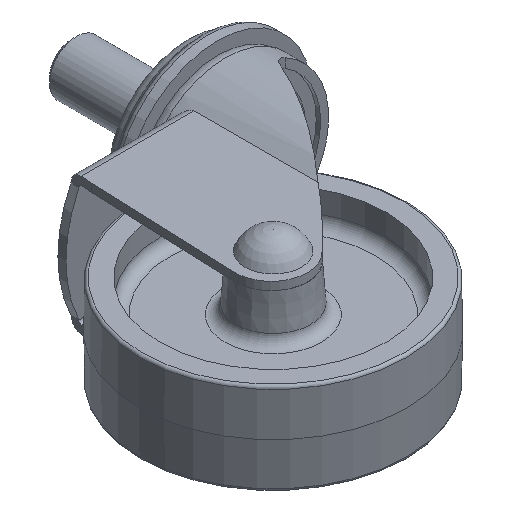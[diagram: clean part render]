
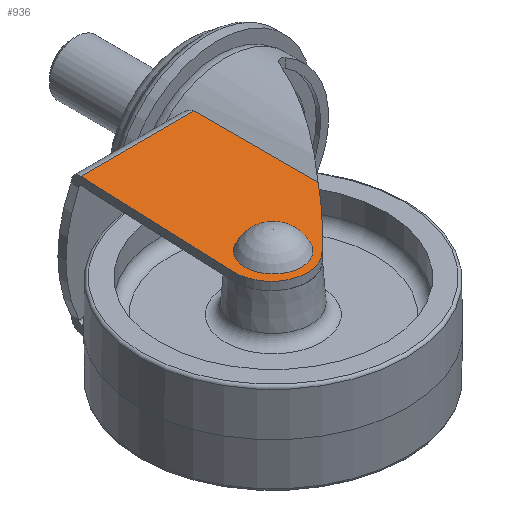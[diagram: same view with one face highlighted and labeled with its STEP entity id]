
A CAD part, isometric view. The second image highlights one B-rep face of the part: STEP entity #936.
In plain terms, the highlighted planar face has unit normal (0, 0, 1).
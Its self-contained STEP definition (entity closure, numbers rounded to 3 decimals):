
#98=LINE('',#1497,#136);
#99=LINE('',#1499,#137);
#100=LINE('',#1501,#138);
#101=LINE('',#1503,#139);
#102=LINE('',#1505,#140);
#136=VECTOR('',#1180,1000.);
#137=VECTOR('',#1181,1000.);
#138=VECTOR('',#1182,1000.);
#139=VECTOR('',#1183,1000.);
#140=VECTOR('',#1184,1000.);
#174=ORIENTED_EDGE('',*,*,#410,.T.);
#175=ORIENTED_EDGE('',*,*,#411,.T.);
#176=ORIENTED_EDGE('',*,*,#412,.F.);
#177=ORIENTED_EDGE('',*,*,#413,.T.);
#178=ORIENTED_EDGE('',*,*,#414,.F.);
#179=ORIENTED_EDGE('',*,*,#415,.F.);
#180=ORIENTED_EDGE('',*,*,#416,.T.);
#181=ORIENTED_EDGE('',*,*,#417,.T.);
#410=EDGE_CURVE('',#528,#529,#620,.F.);
#411=EDGE_CURVE('',#529,#530,#621,.F.);
#412=EDGE_CURVE('',#531,#530,#98,.T.);
#413=EDGE_CURVE('',#531,#532,#99,.T.);
#414=EDGE_CURVE('',#533,#532,#100,.T.);
#415=EDGE_CURVE('',#534,#533,#101,.T.);
#416=EDGE_CURVE('',#534,#528,#102,.T.);
#417=EDGE_CURVE('',#535,#535,#622,.T.);
#528=VERTEX_POINT('',#1493);
#529=VERTEX_POINT('',#1494);
#530=VERTEX_POINT('',#1496);
#531=VERTEX_POINT('',#1498);
#532=VERTEX_POINT('',#1500);
#533=VERTEX_POINT('',#1502);
#534=VERTEX_POINT('',#1504);
#535=VERTEX_POINT('',#1507);
#620=CIRCLE('',#1034,6.67);
#621=CIRCLE('',#1035,116.56);
#622=CIRCLE('',#1036,5.25);
#680=EDGE_LOOP('',(#174,#175,#176,#177,#178,#179,#180));
#681=EDGE_LOOP('',(#181));
#796=FACE_BOUND('',#680,.T.);
#797=FACE_BOUND('',#681,.T.);
#912=PLANE('',#1033);
#936=ADVANCED_FACE('',(#796,#797),#912,.F.);
#1033=AXIS2_PLACEMENT_3D('',#1491,#1174,#1175);
#1034=AXIS2_PLACEMENT_3D('',#1492,#1176,#1177);
#1035=AXIS2_PLACEMENT_3D('',#1495,#1178,#1179);
#1036=AXIS2_PLACEMENT_3D('',#1506,#1185,#1186);
#1174=DIRECTION('',(0.,0.,-1.));
#1175=DIRECTION('',(-1.,0.,0.));
#1176=DIRECTION('',(0.,0.,-1.));
#1177=DIRECTION('',(-1.,0.,0.));
#1178=DIRECTION('',(0.,0.,-1.));
#1179=DIRECTION('',(-1.,0.,0.));
#1180=DIRECTION('',(0.,-1.,0.));
#1181=DIRECTION('',(-1.,0.,0.));
#1182=DIRECTION('',(0.063,0.998,0.));
#1183=DIRECTION('',(0.039,0.999,0.));
#1184=DIRECTION('',(0.,-1.,0.));
#1185=DIRECTION('',(0.,0.,-1.));
#1186=DIRECTION('',(-1.,0.,0.));
#1491=CARTESIAN_POINT('',(18.,29.92,12.75));
#1492=CARTESIAN_POINT('',(-0.359,-0.007,12.75));
#1493=CARTESIAN_POINT('',(-7.,-0.632,12.75));
#1494=CARTESIAN_POINT('',(4.182,-4.892,12.75));
#1495=CARTESIAN_POINT('',(-75.08,80.57,12.75));
#1496=CARTESIAN_POINT('',(15.186,6.825,12.75));
#1497=CARTESIAN_POINT('',(15.186,-9.464,12.75));
#1498=CARTESIAN_POINT('',(15.186,29.92,12.75));
#1499=CARTESIAN_POINT('',(18.,29.92,12.75));
#1500=CARTESIAN_POINT('',(-5.807,29.92,12.75));
#1501=CARTESIAN_POINT('',(-5.712,31.42,12.75));
#1502=CARTESIAN_POINT('',(-5.94,27.81,12.75));
#1503=CARTESIAN_POINT('',(-5.82,30.857,12.75));
#1504=CARTESIAN_POINT('',(-7.,0.87,12.75));
#1505=CARTESIAN_POINT('',(-7.,29.92,12.75));
#1506=CARTESIAN_POINT('',(0.,0.,12.75));
#1507=CARTESIAN_POINT('',(-5.25,0.,12.75));
